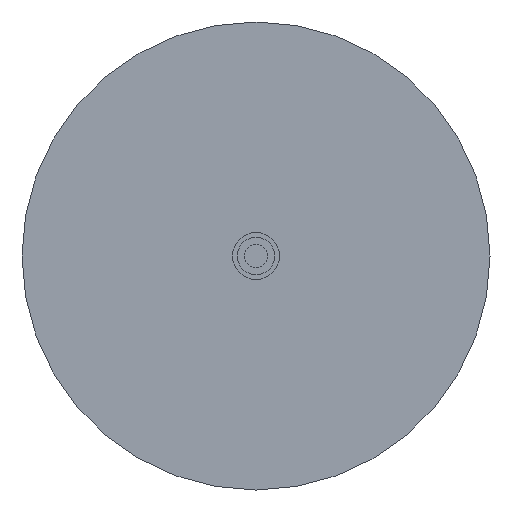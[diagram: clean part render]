
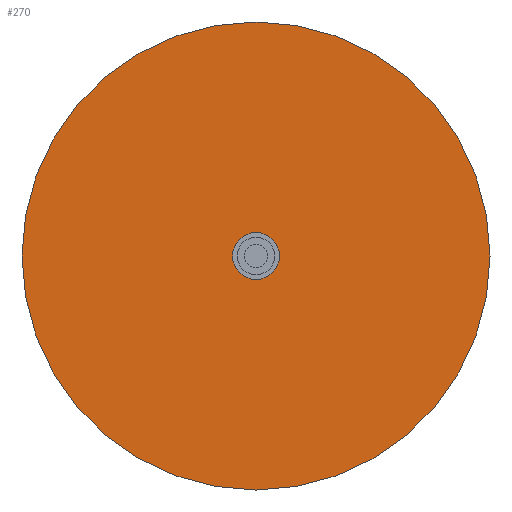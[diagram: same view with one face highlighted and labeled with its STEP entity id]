
A CAD part, front view. The second image highlights one B-rep face of the part: STEP entity #270.
In plain terms, the highlighted planar face has unit normal (0, -1, 0).
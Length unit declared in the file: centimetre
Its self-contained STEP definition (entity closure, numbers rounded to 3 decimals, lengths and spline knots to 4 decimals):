
#22=FACE_BOUND('',#75,.T.);
#32=PLANE('',#328);
#50=FACE_OUTER_BOUND('',#74,.T.);
#74=EDGE_LOOP('',(#244));
#75=EDGE_LOOP('',(#245));
#113=CIRCLE('',#304,0.5);
#124=CIRCLE('',#326,5.);
#130=VERTEX_POINT('',#435);
#146=VERTEX_POINT('',#486);
#155=EDGE_CURVE('',#130,#130,#113,.T.);
#179=EDGE_CURVE('',#146,#146,#124,.T.);
#244=ORIENTED_EDGE('',*,*,#179,.F.);
#245=ORIENTED_EDGE('',*,*,#155,.T.);
#270=ADVANCED_FACE('',(#50,#22),#32,.F.);
#304=AXIS2_PLACEMENT_3D('',#437,#354,#355);
#326=AXIS2_PLACEMENT_3D('',#488,#411,#412);
#328=AXIS2_PLACEMENT_3D('',#490,#415,#416);
#354=DIRECTION('center_axis',(0.,1.,0.));
#355=DIRECTION('ref_axis',(1.,0.,0.));
#411=DIRECTION('center_axis',(0.,1.,0.));
#412=DIRECTION('ref_axis',(-1.,0.,0.));
#415=DIRECTION('center_axis',(0.,1.,0.));
#416=DIRECTION('ref_axis',(0.,0.,1.));
#435=CARTESIAN_POINT('',(-0.5,0.,0.));
#437=CARTESIAN_POINT('Origin',(0.,0.,0.));
#486=CARTESIAN_POINT('',(5.,0.,0.));
#488=CARTESIAN_POINT('Origin',(0.,0.,0.));
#490=CARTESIAN_POINT('Origin',(0.,0.,0.));
